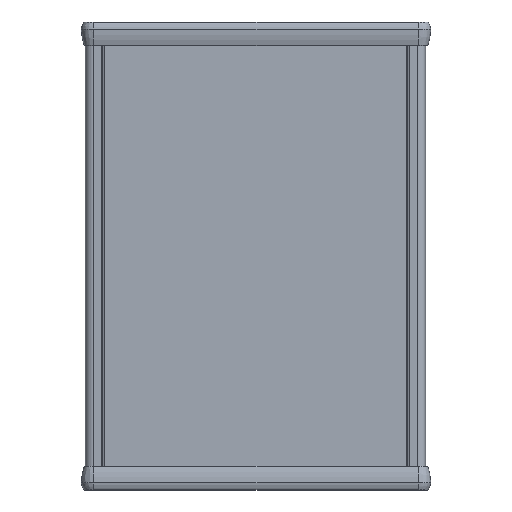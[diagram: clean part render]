
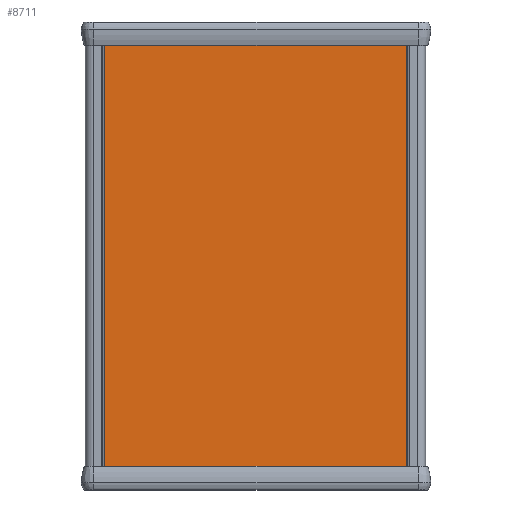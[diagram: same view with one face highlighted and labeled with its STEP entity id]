
A CAD part, front view. The second image highlights one B-rep face of the part: STEP entity #8711.
In plain terms, the highlighted planar face has unit normal (0, -1, 0).
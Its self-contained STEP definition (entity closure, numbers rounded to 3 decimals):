
#8356=CARTESIAN_POINT('',(116.016,0.,-110.0));
#8357=VERTEX_POINT('',#8356);
#8365=CARTESIAN_POINT('',(-30.516,0.,-110.0));
#8366=VERTEX_POINT('',#8365);
#8367=CARTESIAN_POINT('',(-30.516,0.,-110.0));
#8368=DIRECTION('',(1.0,0.,0.0));
#8369=VECTOR('',#8368,146.531);
#8370=LINE('',#8367,#8369);
#8371=EDGE_CURVE('',#8366,#8357,#8370,.T.);
#8668=CARTESIAN_POINT('',(116.016,0.,110.0));
#8669=VERTEX_POINT('',#8668);
#8677=CARTESIAN_POINT('',(116.016,0.,-110.0));
#8678=DIRECTION('',(0.0,0.0,1.0));
#8679=VECTOR('',#8678,220.0);
#8680=LINE('',#8677,#8679);
#8681=EDGE_CURVE('',#8357,#8669,#8680,.T.);
#8688=CARTESIAN_POINT('',(42.75,0.,0.0));
#8689=DIRECTION('',(0.,-1.0,0.0));
#8690=DIRECTION('',(0.0,0.0,-1.0));
#8691=AXIS2_PLACEMENT_3D('',#8688,#8689,#8690);
#8692=PLANE('',#8691);
#8693=CARTESIAN_POINT('',(-30.516,0.,110.0));
#8694=VERTEX_POINT('',#8693);
#8695=CARTESIAN_POINT('',(116.016,0.,110.0));
#8696=DIRECTION('',(-1.0,0.,0.0));
#8697=VECTOR('',#8696,146.531);
#8698=LINE('',#8695,#8697);
#8699=EDGE_CURVE('',#8669,#8694,#8698,.T.);
#8700=ORIENTED_EDGE('',*,*,#8699,.T.);
#8701=CARTESIAN_POINT('',(-30.516,0.,-110.0));
#8702=DIRECTION('',(0.0,0.0,1.0));
#8703=VECTOR('',#8702,220.0);
#8704=LINE('',#8701,#8703);
#8705=EDGE_CURVE('',#8366,#8694,#8704,.T.);
#8706=ORIENTED_EDGE('',*,*,#8705,.F.);
#8707=ORIENTED_EDGE('',*,*,#8371,.T.);
#8708=ORIENTED_EDGE('',*,*,#8681,.T.);
#8709=EDGE_LOOP('',(#8700,#8706,#8707,#8708));
#8710=FACE_OUTER_BOUND('',#8709,.T.);
#8711=ADVANCED_FACE('',(#8710),#8692,.T.);
